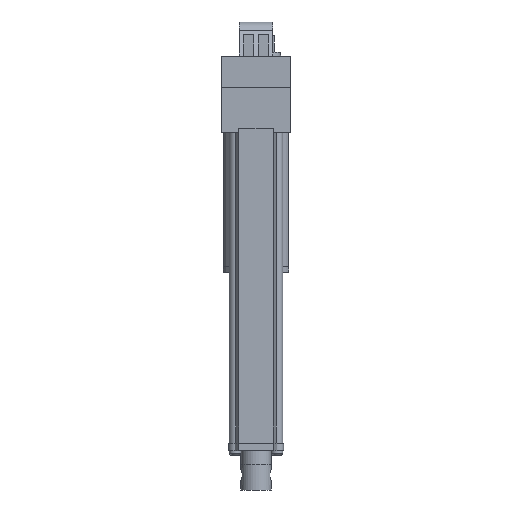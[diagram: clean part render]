
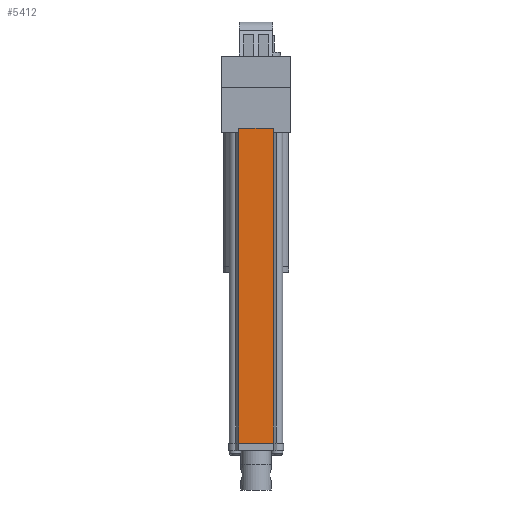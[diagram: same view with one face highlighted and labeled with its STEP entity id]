
A CAD part, front view. The second image highlights one B-rep face of the part: STEP entity #5412.
In plain terms, the highlighted planar face has unit normal (0, -1, 0).
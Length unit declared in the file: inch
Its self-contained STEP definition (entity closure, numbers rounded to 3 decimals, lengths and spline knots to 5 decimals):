
#80 = CARTESIAN_POINT ( 'NONE',  ( 0.74591, -0.728, -9.31 ) ) ;
#105 = DIRECTION ( 'NONE',  ( 0., 1., 0. ) ) ;
#350 = ORIENTED_EDGE ( 'NONE', *, *, #5206, .T. ) ;
#372 = CARTESIAN_POINT ( 'NONE',  ( 0.74591, -0.728, -1.74 ) ) ;
#533 = DIRECTION ( 'NONE',  ( 0., 0., 1. ) ) ;
#630 = VERTEX_POINT ( 'NONE', #3967 ) ;
#795 = CARTESIAN_POINT ( 'NONE',  ( 0.74591, -0.728, -1.74 ) ) ;
#916 = AXIS2_PLACEMENT_3D ( 'NONE', #2689, #105, #533 ) ;
#950 = PLANE ( 'NONE',  #916 ) ;
#1073 = LINE ( 'NONE', #3527, #4029 ) ;
#1141 = ORIENTED_EDGE ( 'NONE', *, *, #2037, .F. ) ;
#1360 = VECTOR ( 'NONE', #1411, 39.37008 ) ;
#1411 = DIRECTION ( 'NONE',  ( 0., 0., 1. ) ) ;
#1510 = DIRECTION ( 'NONE',  ( -1., 0., 0. ) ) ;
#1628 = VERTEX_POINT ( 'NONE', #795 ) ;
#1653 = DIRECTION ( 'NONE',  ( -1., 0., 0. ) ) ;
#1905 = LINE ( 'NONE', #3542, #1360 ) ;
#2037 = EDGE_CURVE ( 'NONE', #630, #2428, #1905, .T. ) ;
#2096 = DIRECTION ( 'NONE',  ( 0., 0., 1. ) ) ;
#2428 = VERTEX_POINT ( 'NONE', #2842 ) ;
#2687 = VECTOR ( 'NONE', #2096, 39.37008 ) ;
#2689 = CARTESIAN_POINT ( 'NONE',  ( 0.74591, -0.728, -9.31 ) ) ;
#2738 = VECTOR ( 'NONE', #1653, 39.37008 ) ;
#2842 = CARTESIAN_POINT ( 'NONE',  ( -0.08409, -0.728, -1.74 ) ) ;
#3140 = FACE_OUTER_BOUND ( 'NONE', #5343, .T. ) ;
#3189 = EDGE_CURVE ( 'NONE', #4051, #630, #1073, .T. ) ;
#3527 = CARTESIAN_POINT ( 'NONE',  ( 0.74591, -0.728, -9.31 ) ) ;
#3542 = CARTESIAN_POINT ( 'NONE',  ( -0.08409, -0.728, -9.31 ) ) ;
#3814 = LINE ( 'NONE', #5514, #2687 ) ;
#3967 = CARTESIAN_POINT ( 'NONE',  ( -0.08409, -0.728, -9.31 ) ) ;
#4029 = VECTOR ( 'NONE', #1510, 39.37008 ) ;
#4051 = VERTEX_POINT ( 'NONE', #80 ) ;
#4313 = ORIENTED_EDGE ( 'NONE', *, *, #4545, .T. ) ;
#4451 = ORIENTED_EDGE ( 'NONE', *, *, #3189, .F. ) ;
#4545 = EDGE_CURVE ( 'NONE', #4051, #1628, #3814, .T. ) ;
#4947 = LINE ( 'NONE', #372, #2738 ) ;
#5206 = EDGE_CURVE ( 'NONE', #1628, #2428, #4947, .T. ) ;
#5343 = EDGE_LOOP ( 'NONE', ( #350, #1141, #4451, #4313 ) ) ;
#5412 = ADVANCED_FACE ( 'NONE', ( #3140 ), #950, .F. ) ;
#5514 = CARTESIAN_POINT ( 'NONE',  ( 0.74591, -0.728, -9.31 ) ) ;
